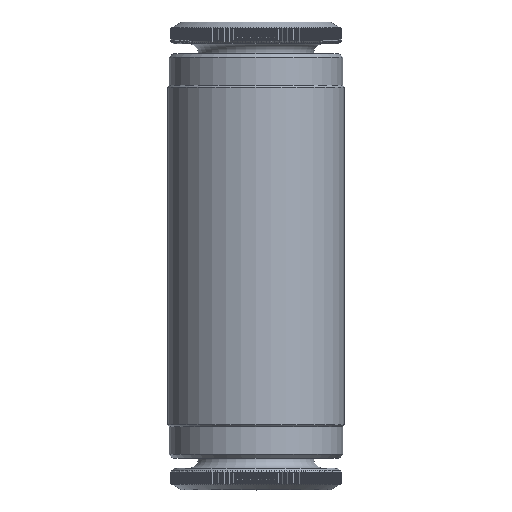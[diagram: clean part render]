
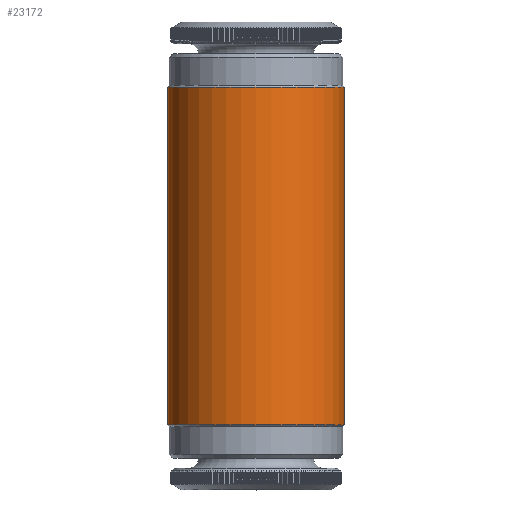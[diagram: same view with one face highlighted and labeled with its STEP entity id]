
A CAD part, top view. The second image highlights one B-rep face of the part: STEP entity #23172.
In plain terms, the highlighted cylindrical face has radius 7 mm (diameter 14 mm), a full revolution.
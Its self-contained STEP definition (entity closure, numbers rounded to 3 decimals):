
#422=CYLINDRICAL_SURFACE('',#25217,7.);
#1230=CIRCLE('',#25218,7.);
#1231=CIRCLE('',#25219,7.);
#1232=CIRCLE('',#25220,7.);
#1233=CIRCLE('',#25221,7.);
#2480=FACE_OUTER_BOUND('',#3702,.T.);
#3702=EDGE_LOOP('',(#19857,#19858,#19859,#19860,#19861,#19862));
#4931=LINE('',#41038,#6145);
#6145=VECTOR('',#30495,7.);
#10161=VERTEX_POINT('',#41033);
#10162=VERTEX_POINT('',#41034);
#10163=VERTEX_POINT('',#41037);
#10164=VERTEX_POINT('',#41039);
#13802=EDGE_CURVE('',#10161,#10162,#1230,.T.);
#13803=EDGE_CURVE('',#10162,#10161,#1231,.T.);
#13804=EDGE_CURVE('',#10162,#10163,#4931,.T.);
#13805=EDGE_CURVE('',#10163,#10164,#1232,.T.);
#13806=EDGE_CURVE('',#10164,#10163,#1233,.T.);
#19857=ORIENTED_EDGE('',*,*,#13802,.F.);
#19858=ORIENTED_EDGE('',*,*,#13803,.F.);
#19859=ORIENTED_EDGE('',*,*,#13804,.T.);
#19860=ORIENTED_EDGE('',*,*,#13805,.T.);
#19861=ORIENTED_EDGE('',*,*,#13806,.T.);
#19862=ORIENTED_EDGE('',*,*,#13804,.F.);
#23172=ADVANCED_FACE('',(#2480),#422,.T.);
#25217=AXIS2_PLACEMENT_3D('',#41032,#30489,#30490);
#25218=AXIS2_PLACEMENT_3D('',#41035,#30491,#30492);
#25219=AXIS2_PLACEMENT_3D('',#41036,#30493,#30494);
#25220=AXIS2_PLACEMENT_3D('',#41040,#30496,#30497);
#25221=AXIS2_PLACEMENT_3D('',#41041,#30498,#30499);
#30489=DIRECTION('center_axis',(0.,1.,0.));
#30490=DIRECTION('ref_axis',(-1.,0.,0.));
#30491=DIRECTION('center_axis',(0.,1.,0.));
#30492=DIRECTION('ref_axis',(-1.,0.,0.));
#30493=DIRECTION('center_axis',(0.,1.,0.));
#30494=DIRECTION('ref_axis',(-1.,0.,0.));
#30495=DIRECTION('',(0.,-1.,0.));
#30496=DIRECTION('center_axis',(0.,1.,0.));
#30497=DIRECTION('ref_axis',(-1.,0.,0.));
#30498=DIRECTION('center_axis',(0.,1.,0.));
#30499=DIRECTION('ref_axis',(-1.,0.,0.));
#41032=CARTESIAN_POINT('Origin',(0.,18.5,0.));
#41033=CARTESIAN_POINT('',(-7.,31.85,0.));
#41034=CARTESIAN_POINT('',(7.,31.85,0.));
#41035=CARTESIAN_POINT('Origin',(0.,31.85,0.));
#41036=CARTESIAN_POINT('Origin',(0.,31.85,0.));
#41037=CARTESIAN_POINT('',(7.,5.15,0.));
#41038=CARTESIAN_POINT('',(7.,18.5,0.));
#41039=CARTESIAN_POINT('',(-7.,5.15,0.));
#41040=CARTESIAN_POINT('Origin',(0.,5.15,0.));
#41041=CARTESIAN_POINT('Origin',(0.,5.15,0.));
